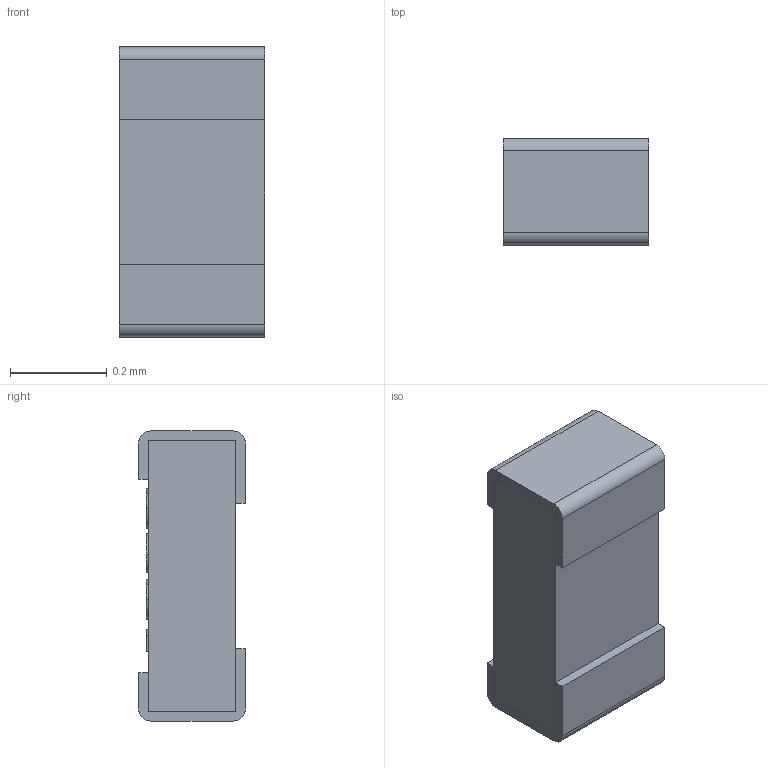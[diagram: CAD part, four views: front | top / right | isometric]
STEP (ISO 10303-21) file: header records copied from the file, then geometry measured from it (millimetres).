
FILE_DESCRIPTION (( 'STEP AP214' ), '1' );
FILE_NAME ('RES 0201.STEP', '2016-09-11T20:37:13', ( '' ), ( '' ), 'SwSTEP 2.0', 'SolidWorks 2015', '' );
FILE_SCHEMA (( 'AUTOMOTIVE_DESIGN' ));
Length unit declared in the file: millimetre
Products named in the file (1): RES 0201
Bounding box: 0.3 x 0.22 x 0.6 mm (x, y, z)
Volume: 0 mm3; surface area: 1.2 mm2
Topology: 3 solids, 3 shells, 75 faces, 189 edges, 126 vertices
Faces by surface type: plane 45, bspline 26, cylinder 4
Entity records: 4389 total; most frequent: CARTESIAN_POINT 2193, ORIENTED_EDGE 378, DIRECTION 245, EDGE_CURVE 189, LINE 129, VECTOR 129, VERTEX_POINT 126, EDGE_LOOP 81
